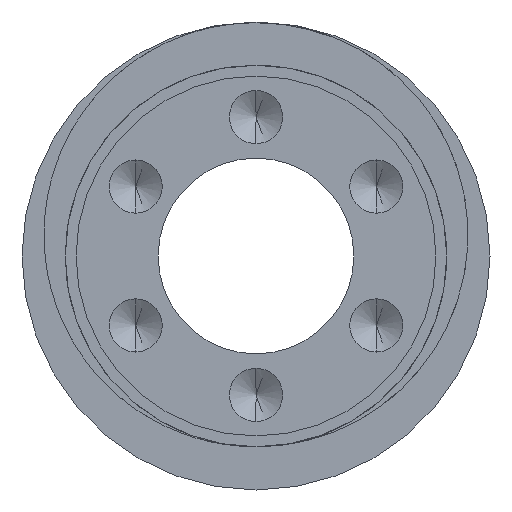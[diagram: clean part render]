
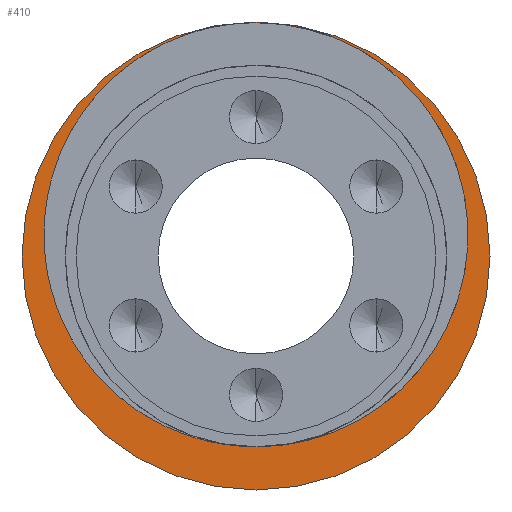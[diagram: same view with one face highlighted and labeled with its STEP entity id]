
A CAD part, left-side view. The second image highlights one B-rep face of the part: STEP entity #410.
In plain terms, the highlighted planar face has unit normal (-1, 0, 0).
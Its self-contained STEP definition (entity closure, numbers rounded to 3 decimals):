
#17 = CIRCLE ( 'NONE', #1424, 9.965 ) ;
#20 = ORIENTED_EDGE ( 'NONE', *, *, #1450, .T. ) ;
#39 = CARTESIAN_POINT ( 'NONE',  ( -2., 0., 0. ) ) ;
#66 = CARTESIAN_POINT ( 'NONE',  ( -2., 0., 1. ) ) ;
#88 = VERTEX_POINT ( 'NONE', #210 ) ;
#152 = ORIENTED_EDGE ( 'NONE', *, *, #996, .T. ) ;
#154 = FACE_OUTER_BOUND ( 'NONE', #915, .T. ) ;
#170 = DIRECTION ( 'NONE',  ( -1., 0., 0. ) ) ;
#188 = CIRCLE ( 'NONE', #795, 9.965 ) ;
#193 = CARTESIAN_POINT ( 'NONE',  ( -2., 0., 0. ) ) ;
#210 = CARTESIAN_POINT ( 'NONE',  ( -2., 0., -11. ) ) ;
#297 = DIRECTION ( 'NONE',  ( -1., 0., 0. ) ) ;
#322 = CARTESIAN_POINT ( 'NONE',  ( -2., 0., 11. ) ) ;
#398 = FACE_BOUND ( 'NONE', #1379, .T. ) ;
#410 = ADVANCED_FACE ( 'NONE', ( #398, #154 ), #1194, .T. ) ;
#469 = VERTEX_POINT ( 'NONE', #872 ) ;
#503 = CIRCLE ( 'NONE', #775, 11. ) ;
#610 = ORIENTED_EDGE ( 'NONE', *, *, #1107, .F. ) ;
#620 = VERTEX_POINT ( 'NONE', #1147 ) ;
#634 = DIRECTION ( 'NONE',  ( 0., 0., 1. ) ) ;
#647 = DIRECTION ( 'NONE',  ( 0., 0., 1. ) ) ;
#663 = ORIENTED_EDGE ( 'NONE', *, *, #1037, .F. ) ;
#742 = CARTESIAN_POINT ( 'NONE',  ( -2., 0., 0. ) ) ;
#775 = AXIS2_PLACEMENT_3D ( 'NONE', #39, #1431, #957 ) ;
#795 = AXIS2_PLACEMENT_3D ( 'NONE', #66, #1441, #647 ) ;
#839 = VERTEX_POINT ( 'NONE', #322 ) ;
#861 = DIRECTION ( 'NONE',  ( 0., 0., 1. ) ) ;
#872 = CARTESIAN_POINT ( 'NONE',  ( -2., 0., -8.965 ) ) ;
#915 = EDGE_LOOP ( 'NONE', ( #20, #152 ) ) ;
#957 = DIRECTION ( 'NONE',  ( 0., 0., 1. ) ) ;
#983 = CIRCLE ( 'NONE', #1177, 11. ) ;
#996 = EDGE_CURVE ( 'NONE', #839, #88, #983, .T. ) ;
#1037 = EDGE_CURVE ( 'NONE', #469, #620, #17, .T. ) ;
#1038 = AXIS2_PLACEMENT_3D ( 'NONE', #742, #1407, #1430 ) ;
#1079 = CARTESIAN_POINT ( 'NONE',  ( -2., 0., 1. ) ) ;
#1107 = EDGE_CURVE ( 'NONE', #620, #469, #188, .T. ) ;
#1147 = CARTESIAN_POINT ( 'NONE',  ( -2., 0., 10.965 ) ) ;
#1177 = AXIS2_PLACEMENT_3D ( 'NONE', #193, #170, #861 ) ;
#1194 = PLANE ( 'NONE',  #1038 ) ;
#1379 = EDGE_LOOP ( 'NONE', ( #663, #610 ) ) ;
#1407 = DIRECTION ( 'NONE',  ( -1., 0., 0. ) ) ;
#1424 = AXIS2_PLACEMENT_3D ( 'NONE', #1079, #297, #634 ) ;
#1430 = DIRECTION ( 'NONE',  ( 0., 0., 1. ) ) ;
#1431 = DIRECTION ( 'NONE',  ( -1., 0., 0. ) ) ;
#1441 = DIRECTION ( 'NONE',  ( -1., 0., 0. ) ) ;
#1450 = EDGE_CURVE ( 'NONE', #88, #839, #503, .T. ) ;
